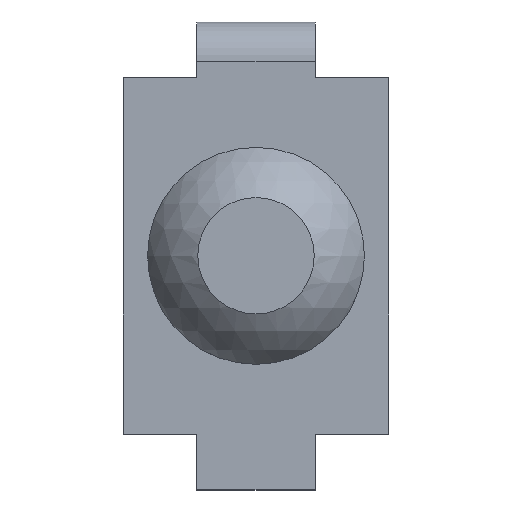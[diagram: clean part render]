
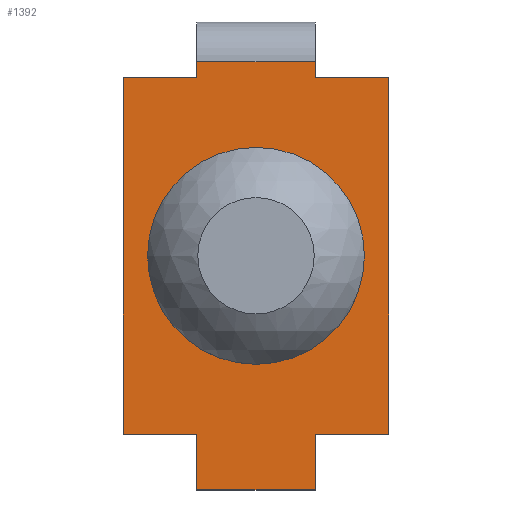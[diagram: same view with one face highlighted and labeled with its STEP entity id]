
A CAD part, top view. The second image highlights one B-rep face of the part: STEP entity #1392.
In plain terms, the highlighted face is planar.
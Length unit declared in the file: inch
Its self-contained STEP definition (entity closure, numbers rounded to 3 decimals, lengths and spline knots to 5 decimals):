
#400=CARTESIAN_POINT('',(0.0,0.2735,0.16106));
#401=VERTEX_POINT('',#400);
#410=CARTESIAN_POINT('',(0.,-0.2735,0.16106));
#411=VERTEX_POINT('',#410);
#412=CARTESIAN_POINT('',(0.,0.,0.16106));
#413=DIRECTION('',(0.0,0.0,-1.0));
#414=DIRECTION('',(0.0,1.0,0.0));
#415=AXIS2_PLACEMENT_3D('',#412,#413,#414);
#416=CIRCLE('',#415,0.2735);
#417=EDGE_CURVE('',#411,#401,#416,.T.);
#477=CARTESIAN_POINT('',(0.,0.,0.16106));
#478=DIRECTION('',(0.0,0.0,-1.0));
#479=DIRECTION('',(0.0,1.0,0.0));
#480=AXIS2_PLACEMENT_3D('',#477,#478,#479);
#481=CIRCLE('',#480,0.2735);
#482=EDGE_CURVE('',#401,#411,#481,.T.);
#588=CARTESIAN_POINT('',(-0.15,-0.45,0.16106));
#589=VERTEX_POINT('',#588);
#598=CARTESIAN_POINT('',(-0.335,-0.45,0.16106));
#599=VERTEX_POINT('',#598);
#600=CARTESIAN_POINT('',(-0.15,-0.45,0.16106));
#601=DIRECTION('',(-1.,0.,0.));
#602=VECTOR('',#601,0.185);
#603=LINE('',#600,#602);
#604=EDGE_CURVE('',#589,#599,#603,.T.);
#630=CARTESIAN_POINT('',(0.15,-0.45,0.16106));
#631=VERTEX_POINT('',#630);
#646=CARTESIAN_POINT('',(0.335,-0.45,0.16106));
#647=VERTEX_POINT('',#646);
#654=CARTESIAN_POINT('',(0.335,-0.45,0.16106));
#655=DIRECTION('',(-1.0,0.0,0.0));
#656=VECTOR('',#655,0.185);
#657=LINE('',#654,#656);
#658=EDGE_CURVE('',#647,#631,#657,.T.);
#668=CARTESIAN_POINT('',(0.15,0.45,0.16106));
#669=VERTEX_POINT('',#668);
#678=CARTESIAN_POINT('',(0.335,0.45,0.16106));
#679=VERTEX_POINT('',#678);
#680=CARTESIAN_POINT('',(0.15,0.45,0.16106));
#681=DIRECTION('',(1.0,0.0,0.0));
#682=VECTOR('',#681,0.185);
#683=LINE('',#680,#682);
#684=EDGE_CURVE('',#669,#679,#683,.T.);
#710=CARTESIAN_POINT('',(-0.15,0.45,0.16106));
#711=VERTEX_POINT('',#710);
#726=CARTESIAN_POINT('',(-0.335,0.45,0.16106));
#727=VERTEX_POINT('',#726);
#734=CARTESIAN_POINT('',(-0.335,0.45,0.16106));
#735=DIRECTION('',(1.0,0.0,0.0));
#736=VECTOR('',#735,0.185);
#737=LINE('',#734,#736);
#738=EDGE_CURVE('',#727,#711,#737,.T.);
#756=CARTESIAN_POINT('',(-0.335,-0.45,0.16106));
#757=DIRECTION('',(0.0,1.0,0.0));
#758=VECTOR('',#757,0.9);
#759=LINE('',#756,#758);
#760=EDGE_CURVE('',#599,#727,#759,.T.);
#771=CARTESIAN_POINT('',(0.335,-0.45,0.16106));
#772=DIRECTION('',(0.0,1.0,0.0));
#773=VECTOR('',#772,0.9);
#774=LINE('',#771,#773);
#775=EDGE_CURVE('',#647,#679,#774,.T.);
#835=CARTESIAN_POINT('',(0.15,0.49,0.16106));
#836=VERTEX_POINT('',#835);
#844=CARTESIAN_POINT('',(0.15,0.49,0.16106));
#845=DIRECTION('',(0.0,-1.0,0.0));
#846=VECTOR('',#845,0.04);
#847=LINE('',#844,#846);
#848=EDGE_CURVE('',#836,#669,#847,.T.);
#900=CARTESIAN_POINT('',(-0.15,0.49,0.16106));
#901=VERTEX_POINT('',#900);
#909=CARTESIAN_POINT('',(-0.15,0.49,0.16106));
#910=DIRECTION('',(1.0,0.0,0.0));
#911=VECTOR('',#910,0.3);
#912=LINE('',#909,#911);
#913=EDGE_CURVE('',#901,#836,#912,.T.);
#1128=CARTESIAN_POINT('',(-0.15,0.45,0.16106));
#1129=DIRECTION('',(0.0,1.0,0.0));
#1130=VECTOR('',#1129,0.04);
#1131=LINE('',#1128,#1130);
#1132=EDGE_CURVE('',#711,#901,#1131,.T.);
#1338=CARTESIAN_POINT('',(-0.15,-0.59,0.16106));
#1339=VERTEX_POINT('',#1338);
#1346=CARTESIAN_POINT('',(-0.15,-0.59,0.16106));
#1347=DIRECTION('',(0.0,1.0,0.0));
#1348=VECTOR('',#1347,0.14);
#1349=LINE('',#1346,#1348);
#1350=EDGE_CURVE('',#1339,#589,#1349,.T.);
#1357=CARTESIAN_POINT('',(-0.335,0.45,0.16106));
#1358=DIRECTION('',(0.0,0.0,1.0));
#1359=DIRECTION('',(1.0,0.0,0.0));
#1360=AXIS2_PLACEMENT_3D('',#1357,#1358,#1359);
#1361=PLANE('',#1360);
#1362=CARTESIAN_POINT('',(0.15,-0.59,0.16106));
#1363=VERTEX_POINT('',#1362);
#1364=CARTESIAN_POINT('',(0.15,-0.45,0.16106));
#1365=DIRECTION('',(0.0,-1.0,0.0));
#1366=VECTOR('',#1365,0.14);
#1367=LINE('',#1364,#1366);
#1368=EDGE_CURVE('',#631,#1363,#1367,.T.);
#1369=ORIENTED_EDGE('',*,*,#1368,.F.);
#1370=ORIENTED_EDGE('',*,*,#658,.F.);
#1371=ORIENTED_EDGE('',*,*,#775,.T.);
#1372=ORIENTED_EDGE('',*,*,#684,.F.);
#1373=ORIENTED_EDGE('',*,*,#848,.F.);
#1374=ORIENTED_EDGE('',*,*,#913,.F.);
#1375=ORIENTED_EDGE('',*,*,#1132,.F.);
#1376=ORIENTED_EDGE('',*,*,#738,.F.);
#1377=ORIENTED_EDGE('',*,*,#760,.F.);
#1378=ORIENTED_EDGE('',*,*,#604,.F.);
#1379=ORIENTED_EDGE('',*,*,#1350,.F.);
#1380=CARTESIAN_POINT('',(-0.15,-0.59,0.16106));
#1381=DIRECTION('',(1.0,0.0,0.0));
#1382=VECTOR('',#1381,0.3);
#1383=LINE('',#1380,#1382);
#1384=EDGE_CURVE('',#1363,#1339,#1383,.F.);
#1385=ORIENTED_EDGE('',*,*,#1384,.F.);
#1386=EDGE_LOOP('',(#1369,#1370,#1371,#1372,#1373,#1374,#1375,#1376,#1377,#1378,#1379,#1385));
#1387=FACE_OUTER_BOUND('',#1386,.F.);
#1388=ORIENTED_EDGE('',*,*,#482,.T.);
#1389=ORIENTED_EDGE('',*,*,#417,.T.);
#1390=EDGE_LOOP('',(#1388,#1389));
#1391=FACE_BOUND('',#1390,.F.);
#1392=ADVANCED_FACE('',(#1387,#1391),#1361,.F.);
